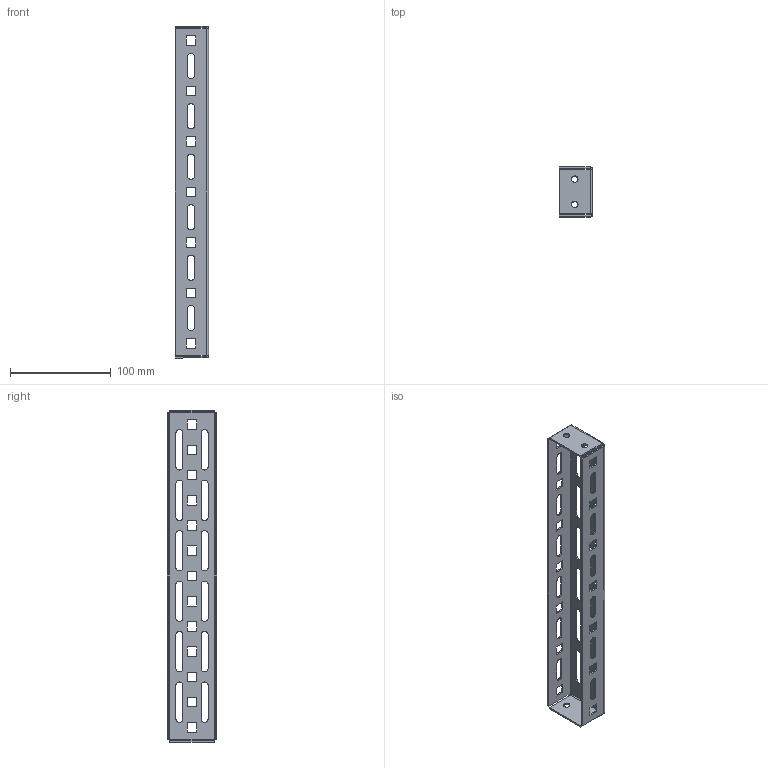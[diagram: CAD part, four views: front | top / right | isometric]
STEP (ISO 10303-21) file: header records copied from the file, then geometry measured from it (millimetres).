
FILE_DESCRIPTION (( 'STEP AP203' ), '1' );
FILE_NAME ('Øèðîêàÿ ïîïåðå÷íàÿ ðåéêà FORD äëÿ êîðïóñà øèðèíîé 400 (4øò.) EKF PROxima.STEP', '2020-10-26T07:06:52', ( '' ), ( '' ), 'SwSTEP 2.0', 'SolidWorks 2019', '' );
FILE_SCHEMA (( 'CONFIG_CONTROL_DESIGN' ));
Length unit declared in the file: millimetre
Products named in the file (1): Øèðîêàÿ ïîïåðå÷íàÿ ðåéêà FORD äëÿ êîðïóñà øèðèíîé 400 (4øò.) EKF PROxima
Bounding box: 33 x 49 x 329 mm (x, y, z)
Volume: 46425.1 mm3; surface area: 67692.3 mm2
Topology: 1 solids, 1 shells, 262 faces, 748 edges, 488 vertices
Faces by surface type: plane 186, cylinder 76
Entity records: 8765 total; most frequent: CARTESIAN_POINT 1499, ORIENTED_EDGE 1496, DIRECTION 1426, EDGE_CURVE 748, LINE 596, VECTOR 596, VERTEX_POINT 488, AXIS2_PLACEMENT_3D 415
